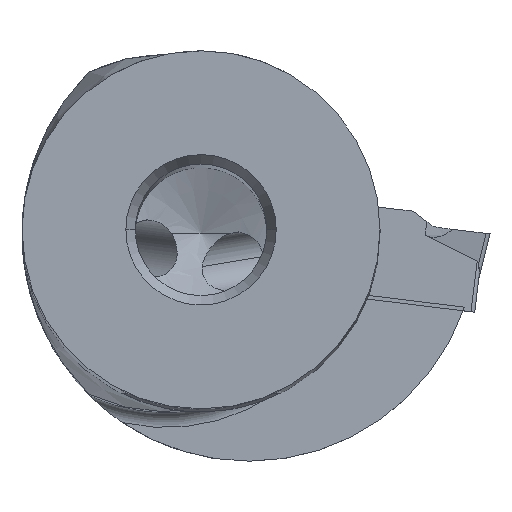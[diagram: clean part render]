
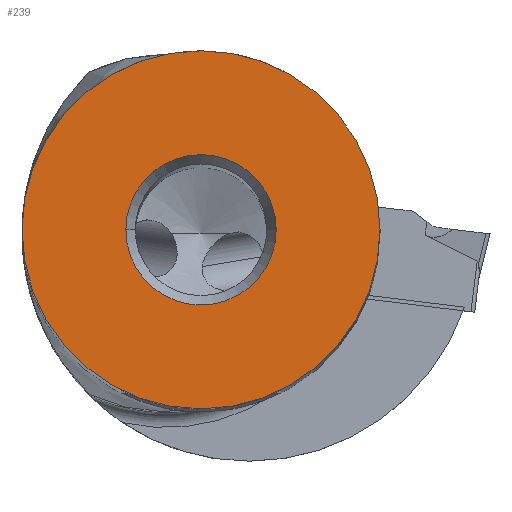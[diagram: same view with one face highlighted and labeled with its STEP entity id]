
A CAD part, top view. The second image highlights one B-rep face of the part: STEP entity #239.
In plain terms, the highlighted planar face has unit normal (0, 0, 1).
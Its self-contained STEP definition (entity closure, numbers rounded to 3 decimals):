
#58=FACE_BOUND('',#559,.T.);
#59=FACE_BOUND('',#560,.T.);
#239=ADVANCED_FACE('',(#58,#59),#337,.T.);
#337=PLANE('',#2986);
#559=EDGE_LOOP('',(#1069,#1070));
#560=EDGE_LOOP('',(#1071,#1072));
#1069=ORIENTED_EDGE('',*,*,#1922,.F.);
#1070=ORIENTED_EDGE('',*,*,#1917,.F.);
#1071=ORIENTED_EDGE('',*,*,#1923,.F.);
#1072=ORIENTED_EDGE('',*,*,#1924,.F.);
#1584=VERTEX_POINT('',#5236);
#1585=VERTEX_POINT('',#5238);
#1590=VERTEX_POINT('',#5251);
#1591=VERTEX_POINT('',#5252);
#1917=EDGE_CURVE('',#1585,#1584,#2269,.T.);
#1922=EDGE_CURVE('',#1584,#1585,#2270,.T.);
#1923=EDGE_CURVE('',#1590,#1591,#2271,.T.);
#1924=EDGE_CURVE('',#1591,#1590,#2272,.T.);
#2269=CIRCLE('',#2979,9.525);
#2270=CIRCLE('',#2983,9.525);
#2271=CIRCLE('',#2984,4.);
#2272=CIRCLE('',#2985,4.);
#2979=AXIS2_PLACEMENT_3D('',#5239,#3477,#3478);
#2983=AXIS2_PLACEMENT_3D('',#5249,#3487,#3488);
#2984=AXIS2_PLACEMENT_3D('',#5250,#3489,#3490);
#2985=AXIS2_PLACEMENT_3D('',#5253,#3491,#3492);
#2986=AXIS2_PLACEMENT_3D('',#5254,#3493,#3494);
#3477=DIRECTION('',(0.,0.,-1.));
#3478=DIRECTION('',(1.,0.,0.));
#3487=DIRECTION('',(0.,0.,-1.));
#3488=DIRECTION('',(-1.,0.,0.));
#3489=DIRECTION('',(0.,0.,1.));
#3490=DIRECTION('',(-1.,0.,0.));
#3491=DIRECTION('',(0.,0.,1.));
#3492=DIRECTION('',(1.,0.,0.));
#3493=DIRECTION('',(0.,0.,1.));
#3494=DIRECTION('',(1.,0.,0.));
#5236=CARTESIAN_POINT('',(-9.525,0.,0.));
#5238=CARTESIAN_POINT('',(9.525,0.,0.));
#5239=CARTESIAN_POINT('',(0.,0.,0.));
#5249=CARTESIAN_POINT('',(0.,0.,0.));
#5250=CARTESIAN_POINT('',(0.,0.,0.));
#5251=CARTESIAN_POINT('',(-4.,0.,0.));
#5252=CARTESIAN_POINT('',(4.,0.,0.));
#5253=CARTESIAN_POINT('',(0.,0.,0.));
#5254=CARTESIAN_POINT('',(0.,0.,0.));
